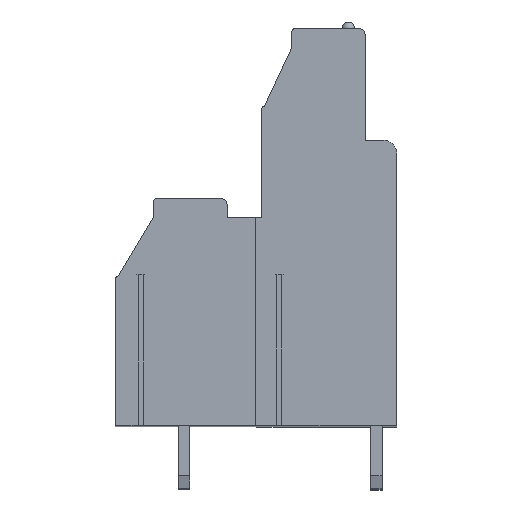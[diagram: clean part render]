
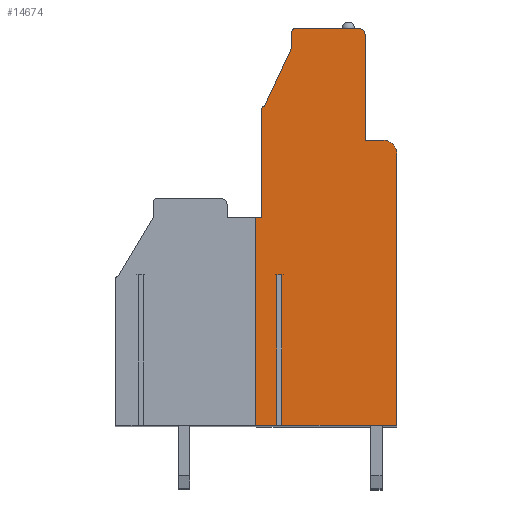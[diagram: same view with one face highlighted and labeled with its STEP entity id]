
A CAD part, top view. The second image highlights one B-rep face of the part: STEP entity #14674.
In plain terms, the highlighted planar face has unit normal (0, 0, 1).
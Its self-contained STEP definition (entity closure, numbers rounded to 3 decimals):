
#13=DIRECTION('',(0.,-1.,0.));
#14=VECTOR('',#13,8.6);
#15=CARTESIAN_POINT('',(-5.15,8.6,73.66));
#16=LINE('',#15,#14);
#17=CARTESIAN_POINT('',(-4.95,8.6,73.66));
#18=DIRECTION('',(0.,0.,1.));
#19=DIRECTION('',(0.,1.,0.));
#20=AXIS2_PLACEMENT_3D('',#17,#18,#19);
#22=DIRECTION('',(-0.424,-0.906,0.));
#23=VECTOR('',#22,5.189);
#24=CARTESIAN_POINT('',(-2.75,13.5,73.66));
#25=LINE('',#24,#23);
#26=DIRECTION('',(0.,-1.,0.));
#27=VECTOR('',#26,1.2);
#28=CARTESIAN_POINT('',(-2.75,14.7,73.66));
#29=LINE('',#28,#27);
#30=CARTESIAN_POINT('',(-2.45,14.7,73.66));
#31=DIRECTION('',(0.,0.,1.));
#32=DIRECTION('',(0.,1.,0.));
#33=AXIS2_PLACEMENT_3D('',#30,#31,#32);
#35=DIRECTION('',(-1.,0.,0.));
#36=VECTOR('',#35,5.);
#37=CARTESIAN_POINT('',(2.55,15.,73.66));
#38=LINE('',#37,#36);
#39=CARTESIAN_POINT('',(2.55,14.5,73.66));
#40=DIRECTION('',(0.,0.,1.));
#41=DIRECTION('',(1.,0.,0.));
#42=AXIS2_PLACEMENT_3D('',#39,#40,#41);
#44=DIRECTION('',(0.,1.,0.));
#45=VECTOR('',#44,8.4);
#46=CARTESIAN_POINT('',(3.05,6.1,73.66));
#47=LINE('',#46,#45);
#48=DIRECTION('',(-1.,0.,0.));
#49=VECTOR('',#48,1.5);
#50=CARTESIAN_POINT('',(4.55,6.1,73.66));
#51=LINE('',#50,#49);
#52=CARTESIAN_POINT('',(4.55,5.1,73.66));
#53=DIRECTION('',(0.,0.,1.));
#54=DIRECTION('',(1.,0.,0.));
#55=AXIS2_PLACEMENT_3D('',#52,#53,#54);
#57=DIRECTION('',(0.,1.,0.));
#58=VECTOR('',#57,21.6);
#59=CARTESIAN_POINT('',(5.55,-16.5,73.66));
#60=LINE('',#59,#58);
#61=DIRECTION('',(0.,1.,0.));
#62=VECTOR('',#61,11.95);
#63=CARTESIAN_POINT('',(-3.56,-16.5,73.66));
#64=LINE('',#63,#62);
#65=DIRECTION('',(-1.,0.,0.));
#66=VECTOR('',#65,0.38);
#67=CARTESIAN_POINT('',(-3.56,-4.55,73.66));
#68=LINE('',#67,#66);
#69=DIRECTION('',(0.,1.,0.));
#70=VECTOR('',#69,11.95);
#71=CARTESIAN_POINT('',(-3.94,-16.5,73.66));
#72=LINE('',#71,#70);
#77=DIRECTION('',(0.,-1.,0.));
#78=VECTOR('',#77,16.5);
#79=CARTESIAN_POINT('',(-5.65,0.,73.66));
#80=LINE('',#79,#78);
#174=DIRECTION('',(1.,0.,0.));
#175=VECTOR('',#174,1.71);
#176=CARTESIAN_POINT('',(-5.65,-16.5,73.66));
#177=LINE('',#176,#175);
#200=DIRECTION('',(1.,0.,0.));
#201=VECTOR('',#200,9.11);
#202=CARTESIAN_POINT('',(-3.56,-16.5,73.66));
#203=LINE('',#202,#201);
#1230=DIRECTION('',(-1.,0.,0.));
#1231=VECTOR('',#1230,0.5);
#1232=CARTESIAN_POINT('',(-5.15,0.,73.66));
#1233=LINE('',#1232,#1231);
#11291=CARTESIAN_POINT('',(5.55,-16.5,73.66));
#11292=CARTESIAN_POINT('',(5.55,5.1,73.66));
#11293=VERTEX_POINT('',#11291);
#11294=VERTEX_POINT('',#11292);
#11295=CARTESIAN_POINT('',(4.55,6.1,73.66));
#11296=VERTEX_POINT('',#11295);
#11297=CARTESIAN_POINT('',(3.05,6.1,73.66));
#11298=VERTEX_POINT('',#11297);
#11299=CARTESIAN_POINT('',(3.05,14.5,73.66));
#11300=VERTEX_POINT('',#11299);
#11301=CARTESIAN_POINT('',(2.55,15.,73.66));
#11302=VERTEX_POINT('',#11301);
#11303=CARTESIAN_POINT('',(-2.45,15.,73.66));
#11304=VERTEX_POINT('',#11303);
#11305=CARTESIAN_POINT('',(-2.75,14.7,73.66));
#11306=VERTEX_POINT('',#11305);
#11307=CARTESIAN_POINT('',(-2.75,13.5,73.66));
#11308=VERTEX_POINT('',#11307);
#11309=CARTESIAN_POINT('',(-4.95,8.8,73.66));
#11310=VERTEX_POINT('',#11309);
#11311=CARTESIAN_POINT('',(-5.15,8.6,73.66));
#11312=VERTEX_POINT('',#11311);
#11313=CARTESIAN_POINT('',(-5.15,0.,73.66));
#11314=VERTEX_POINT('',#11313);
#11359=CARTESIAN_POINT('',(-3.56,-4.55,73.66));
#11360=CARTESIAN_POINT('',(-3.94,-4.55,73.66));
#11361=VERTEX_POINT('',#11359);
#11362=VERTEX_POINT('',#11360);
#11363=CARTESIAN_POINT('',(-3.94,-16.5,73.66));
#11364=VERTEX_POINT('',#11363);
#11365=CARTESIAN_POINT('',(-3.56,-16.5,73.66));
#11366=VERTEX_POINT('',#11365);
#11533=CARTESIAN_POINT('',(-5.65,-16.5,73.66));
#11535=VERTEX_POINT('',#11533);
#11537=CARTESIAN_POINT('',(-5.65,0.,73.66));
#11538=VERTEX_POINT('',#11537);
#14631=CARTESIAN_POINT('',(0.,0.,73.66));
#14632=DIRECTION('',(0.,0.,1.));
#14633=DIRECTION('',(1.,0.,0.));
#14634=AXIS2_PLACEMENT_3D('',#14631,#14632,#14633);
#14635=PLANE('',#14634);
#14637=ORIENTED_EDGE('',*,*,#14636,.F.);
#14639=ORIENTED_EDGE('',*,*,#14638,.F.);
#14641=ORIENTED_EDGE('',*,*,#14640,.F.);
#14643=ORIENTED_EDGE('',*,*,#14642,.F.);
#14645=ORIENTED_EDGE('',*,*,#14644,.F.);
#14647=ORIENTED_EDGE('',*,*,#14646,.F.);
#14649=ORIENTED_EDGE('',*,*,#14648,.F.);
#14651=ORIENTED_EDGE('',*,*,#14650,.F.);
#14653=ORIENTED_EDGE('',*,*,#14652,.F.);
#14655=ORIENTED_EDGE('',*,*,#14654,.F.);
#14657=ORIENTED_EDGE('',*,*,#14656,.F.);
#14659=ORIENTED_EDGE('',*,*,#14658,.F.);
#14661=ORIENTED_EDGE('',*,*,#14660,.F.);
#14663=ORIENTED_EDGE('',*,*,#14662,.F.);
#14665=ORIENTED_EDGE('',*,*,#14664,.T.);
#14667=ORIENTED_EDGE('',*,*,#14666,.T.);
#14669=ORIENTED_EDGE('',*,*,#14668,.F.);
#14671=ORIENTED_EDGE('',*,*,#14670,.F.);
#14672=EDGE_LOOP('',(#14637,#14639,#14641,#14643,#14645,#14647,#14649,#14651,
#14653,#14655,#14657,#14659,#14661,#14663,#14665,#14667,#14669,#14671));
#14673=FACE_OUTER_BOUND('',#14672,.F.);
#21=CIRCLE('',#20,0.2);
#34=CIRCLE('',#33,0.3);
#43=CIRCLE('',#42,0.5);
#56=CIRCLE('',#55,1.);
#14636=EDGE_CURVE('',#11538,#11535,#80,.T.);
#14638=EDGE_CURVE('',#11314,#11538,#1233,.T.);
#14640=EDGE_CURVE('',#11312,#11314,#16,.T.);
#14642=EDGE_CURVE('',#11310,#11312,#21,.T.);
#14644=EDGE_CURVE('',#11308,#11310,#25,.T.);
#14646=EDGE_CURVE('',#11306,#11308,#29,.T.);
#14648=EDGE_CURVE('',#11304,#11306,#34,.T.);
#14650=EDGE_CURVE('',#11302,#11304,#38,.T.);
#14652=EDGE_CURVE('',#11300,#11302,#43,.T.);
#14654=EDGE_CURVE('',#11298,#11300,#47,.T.);
#14656=EDGE_CURVE('',#11296,#11298,#51,.T.);
#14658=EDGE_CURVE('',#11294,#11296,#56,.T.);
#14660=EDGE_CURVE('',#11293,#11294,#60,.T.);
#14662=EDGE_CURVE('',#11366,#11293,#203,.T.);
#14664=EDGE_CURVE('',#11366,#11361,#64,.T.);
#14666=EDGE_CURVE('',#11361,#11362,#68,.T.);
#14668=EDGE_CURVE('',#11364,#11362,#72,.T.);
#14670=EDGE_CURVE('',#11535,#11364,#177,.T.);
#14674=ADVANCED_FACE('',(#14673),#14635,.T.);
